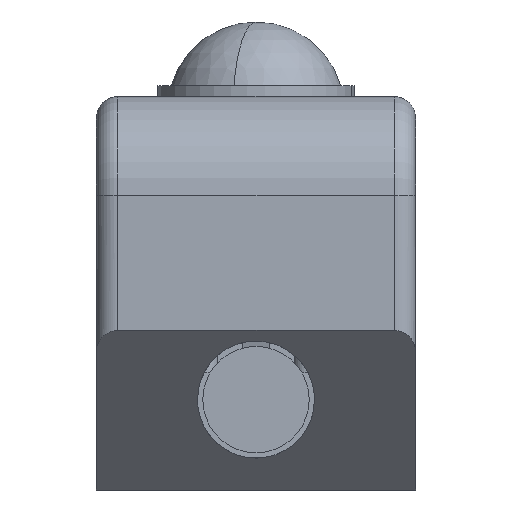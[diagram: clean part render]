
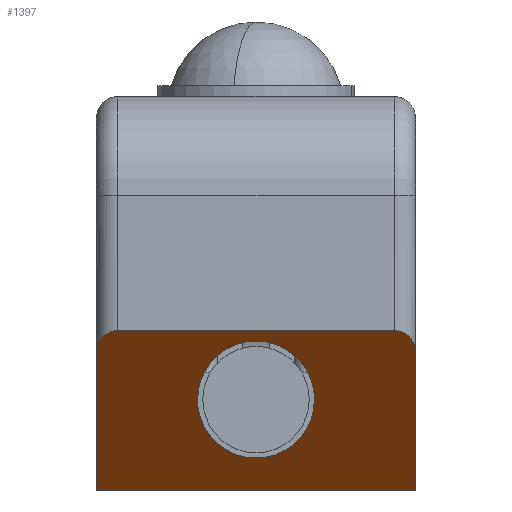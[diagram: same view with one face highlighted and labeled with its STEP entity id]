
A CAD part, left-side view. The second image highlights one B-rep face of the part: STEP entity #1397.
In plain terms, the highlighted planar face has unit normal (-0.707, 0, -0.707).
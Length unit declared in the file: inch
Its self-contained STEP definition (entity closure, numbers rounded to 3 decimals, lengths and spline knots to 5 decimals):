
#47=DIRECTION('',(0.707,0.,-0.707));
#48=VECTOR('',#47,0.18385);
#49=CARTESIAN_POINT('',(-0.25,-0.15,-0.055));
#50=LINE('',#49,#48);
#101=DIRECTION('',(0.707,0.,-0.707));
#102=VECTOR('',#101,0.18385);
#103=CARTESIAN_POINT('',(-0.25,0.15,-0.055));
#104=LINE('',#103,#102);
#153=DIRECTION('',(0.,1.,0.));
#154=VECTOR('',#153,0.3);
#155=CARTESIAN_POINT('',(-0.12,-0.15,-0.185));
#156=LINE('',#155,#154);
#448=CARTESIAN_POINT('',(-0.205,0.055,-0.1));
#449=CARTESIAN_POINT('',(-0.21148,0.055,-0.09352));
#450=CARTESIAN_POINT('',(-0.22549,0.05265,
-0.07951));
#451=CARTESIAN_POINT('',(-0.24177,0.04215,
-0.06323));
#452=CARTESIAN_POINT('',(-0.25138,0.03027,
-0.05362));
#453=CARTESIAN_POINT('',(-0.25651,0.02032,
-0.04849));
#454=CARTESIAN_POINT('',(-0.25942,0.00993,
-0.04558));
#455=CARTESIAN_POINT('',(-0.26029,0.,-0.04471));
#456=CARTESIAN_POINT('',(-0.25942,-0.00993,
-0.04558));
#457=CARTESIAN_POINT('',(-0.25651,-0.02032,
-0.04849));
#458=CARTESIAN_POINT('',(-0.25138,-0.03027,
-0.05362));
#459=CARTESIAN_POINT('',(-0.24177,-0.04215,
-0.06323));
#460=CARTESIAN_POINT('',(-0.22549,-0.05265,
-0.07951));
#461=CARTESIAN_POINT('',(-0.21148,-0.055,-0.09352));
#462=CARTESIAN_POINT('',(-0.205,-0.055,-0.1));
#464=CARTESIAN_POINT('',(-0.205,-0.055,-0.1));
#465=CARTESIAN_POINT('',(-0.19852,-0.055,-0.10648));
#466=CARTESIAN_POINT('',(-0.18451,-0.05265,
-0.12049));
#467=CARTESIAN_POINT('',(-0.16823,-0.04215,
-0.13677));
#468=CARTESIAN_POINT('',(-0.15862,-0.03027,
-0.14638));
#469=CARTESIAN_POINT('',(-0.15349,-0.02032,
-0.15151));
#470=CARTESIAN_POINT('',(-0.15058,-0.00993,
-0.15442));
#471=CARTESIAN_POINT('',(-0.14971,0.,-0.15529));
#472=CARTESIAN_POINT('',(-0.15058,0.00993,
-0.15442));
#473=CARTESIAN_POINT('',(-0.15349,0.02032,
-0.15151));
#474=CARTESIAN_POINT('',(-0.15862,0.03027,
-0.14638));
#475=CARTESIAN_POINT('',(-0.16823,0.04215,
-0.13677));
#476=CARTESIAN_POINT('',(-0.18451,0.05265,
-0.12049));
#477=CARTESIAN_POINT('',(-0.19852,0.055,-0.10648));
#478=CARTESIAN_POINT('',(-0.205,0.055,-0.1));
#480=CARTESIAN_POINT('',(-0.27,0.13,-0.035));
#481=CARTESIAN_POINT('',(-0.27,0.13201,-0.035));
#482=CARTESIAN_POINT('',(-0.26946,0.13527,
-0.03554));
#483=CARTESIAN_POINT('',(-0.26742,0.14043,
-0.03758));
#484=CARTESIAN_POINT('',(-0.26365,0.14516,
-0.04135));
#485=CARTESIAN_POINT('',(-0.25774,0.14888,
-0.04726));
#486=CARTESIAN_POINT('',(-0.25285,0.15,-0.05215));
#487=CARTESIAN_POINT('',(-0.25,0.15,-0.055));
#489=CARTESIAN_POINT('',(-0.25,-0.15,-0.055));
#490=CARTESIAN_POINT('',(-0.25285,-0.15,-0.05215));
#491=CARTESIAN_POINT('',(-0.25774,-0.14888,
-0.04726));
#492=CARTESIAN_POINT('',(-0.26365,-0.14516,
-0.04135));
#493=CARTESIAN_POINT('',(-0.26742,-0.14043,
-0.03758));
#494=CARTESIAN_POINT('',(-0.26946,-0.13527,
-0.03554));
#495=CARTESIAN_POINT('',(-0.27,-0.13201,-0.035));
#496=CARTESIAN_POINT('',(-0.27,-0.13,-0.035));
#615=DIRECTION('',(0.,1.,0.));
#616=VECTOR('',#615,0.26);
#617=CARTESIAN_POINT('',(-0.27,-0.13,-0.035));
#618=LINE('',#617,#616);
#657=CARTESIAN_POINT('',(-0.12,-0.15,-0.185));
#658=CARTESIAN_POINT('',(-0.12,0.15,-0.185));
#659=VERTEX_POINT('',#657);
#660=VERTEX_POINT('',#658);
#681=VERTEX_POINT('',#480);
#682=VERTEX_POINT('',#487);
#683=VERTEX_POINT('',#489);
#684=VERTEX_POINT('',#496);
#721=VERTEX_POINT('',#448);
#722=VERTEX_POINT('',#462);
#1376=CARTESIAN_POINT('',(-0.27,0.15,-0.035));
#1377=DIRECTION('',(0.707,0.,0.707));
#1378=DIRECTION('',(0.707,0.,-0.707));
#1379=AXIS2_PLACEMENT_3D('',#1376,#1377,#1378);
#1380=PLANE('',#1379);
#1382=ORIENTED_EDGE('',*,*,#1381,.F.);
#1384=ORIENTED_EDGE('',*,*,#1383,.F.);
#1385=ORIENTED_EDGE('',*,*,#1367,.F.);
#1386=ORIENTED_EDGE('',*,*,#837,.T.);
#1387=ORIENTED_EDGE('',*,*,#962,.T.);
#1388=ORIENTED_EDGE('',*,*,#897,.F.);
#1389=EDGE_LOOP('',(#1382,#1384,#1385,#1386,#1387,#1388));
#1390=FACE_OUTER_BOUND('',#1389,.F.);
#1392=ORIENTED_EDGE('',*,*,#1391,.F.);
#1394=ORIENTED_EDGE('',*,*,#1393,.F.);
#1395=EDGE_LOOP('',(#1392,#1394));
#1396=FACE_BOUND('',#1395,.F.);
#1397=ADVANCED_FACE('',(#1390,#1396),#1380,.F.);
#463=B_SPLINE_CURVE_WITH_KNOTS('',3,(#448,#449,#450,#451,#452,#453,#454,#455,
#456,#457,#458,#459,#460,#461,#462),.UNSPECIFIED.,.F.,.F.,(4,1,1,1,1,1,1,1,1,1,
1,1,4),(0.,0.125,0.25,0.3125,0.375,0.4375,0.5,0.5625,0.625,
0.6875,0.75,0.875,1.),.UNSPECIFIED.);
#479=B_SPLINE_CURVE_WITH_KNOTS('',3,(#464,#465,#466,#467,#468,#469,#470,#471,
#472,#473,#474,#475,#476,#477,#478),.UNSPECIFIED.,.F.,.F.,(4,1,1,1,1,1,1,1,1,1,
1,1,4),(0.,0.125,0.25,0.3125,0.375,0.4375,0.5,0.5625,0.625,
0.6875,0.75,0.875,1.),.UNSPECIFIED.);
#488=B_SPLINE_CURVE_WITH_KNOTS('',3,(#480,#481,#482,#483,#484,#485,#486,#487),
.UNSPECIFIED.,.F.,.F.,(4,1,1,1,1,4),(0.,0.125,0.25,0.5,0.75,1.),
.UNSPECIFIED.);
#497=B_SPLINE_CURVE_WITH_KNOTS('',3,(#489,#490,#491,#492,#493,#494,#495,#496),
.UNSPECIFIED.,.F.,.F.,(4,1,1,1,1,4),(0.,0.25,0.5,0.75,0.875,1.),
.UNSPECIFIED.);
#837=EDGE_CURVE('',#683,#659,#50,.T.);
#897=EDGE_CURVE('',#682,#660,#104,.T.);
#962=EDGE_CURVE('',#659,#660,#156,.T.);
#1367=EDGE_CURVE('',#683,#684,#497,.T.);
#1381=EDGE_CURVE('',#681,#682,#488,.T.);
#1383=EDGE_CURVE('',#684,#681,#618,.T.);
#1391=EDGE_CURVE('',#721,#722,#463,.T.);
#1393=EDGE_CURVE('',#722,#721,#479,.T.);
